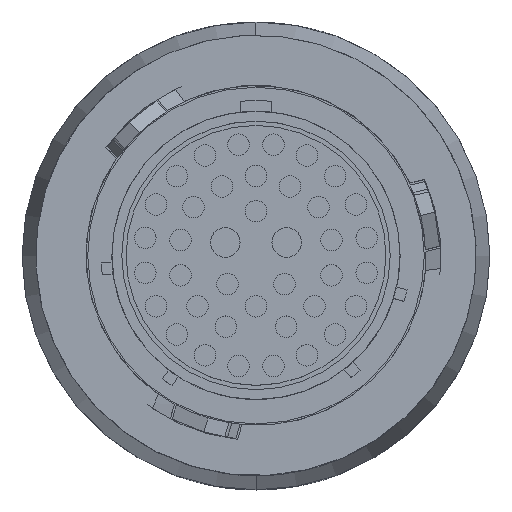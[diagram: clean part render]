
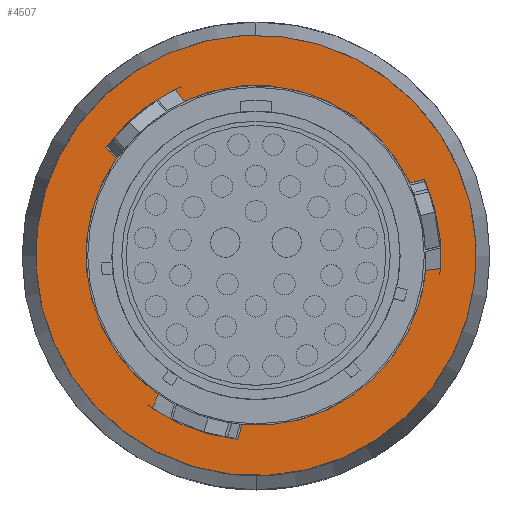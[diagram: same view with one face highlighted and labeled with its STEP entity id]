
A CAD part, top view. The second image highlights one B-rep face of the part: STEP entity #4507.
In plain terms, the highlighted planar face has unit normal (0, 0, 1).
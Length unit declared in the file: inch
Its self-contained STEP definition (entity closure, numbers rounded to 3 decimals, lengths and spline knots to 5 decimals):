
#224 = EDGE_CURVE ( 'NONE', #8003, #9149, #7968, .T. ) ;
#317 = DIRECTION ( 'NONE',  ( 0.958, -0.288, 0. ) ) ;
#448 = EDGE_LOOP ( 'NONE', ( #1510, #937, #5312, #742, #3818, #1905, #4288, #2745, #10033, #9173, #8235, #6424, #11612 ) ) ;
#742 = ORIENTED_EDGE ( 'NONE', *, *, #7187, .T. ) ;
#802 = ORIENTED_EDGE ( 'NONE', *, *, #7201, .F. ) ;
#841 = AXIS2_PLACEMENT_3D ( 'NONE', #1517, #11478, #6075 ) ;
#866 = CARTESIAN_POINT ( 'NONE',  ( 0., 0., 0. ) ) ;
#937 = ORIENTED_EDGE ( 'NONE', *, *, #6726, .F. ) ;
#1053 = CARTESIAN_POINT ( 'NONE',  ( -0.05245, -0.62932, 0. ) ) ;
#1284 = CARTESIAN_POINT ( 'NONE',  ( 0.60482, -0.18161, 0. ) ) ;
#1290 = CARTESIAN_POINT ( 'NONE',  ( -0.2998, 0.61758, 0. ) ) ;
#1390 = VERTEX_POINT ( 'NONE', #4354 ) ;
#1405 = CARTESIAN_POINT ( 'NONE',  ( 0., 0., 0. ) ) ;
#1447 = DIRECTION ( 'NONE',  ( 0., 0., -1. ) ) ;
#1510 = ORIENTED_EDGE ( 'NONE', *, *, #10446, .T. ) ;
#1517 = CARTESIAN_POINT ( 'NONE',  ( 0., 0., 0. ) ) ;
#1581 = DIRECTION ( 'NONE',  ( -0.958, 0.288, 0. ) ) ;
#1733 = AXIS2_PLACEMENT_3D ( 'NONE', #7347, #2009, #5667 ) ;
#1868 = DIRECTION ( 'NONE',  ( 0.958, -0.288, 0. ) ) ;
#1897 = EDGE_CURVE ( 'NONE', #8329, #4871, #6081, .T. ) ;
#1905 = ORIENTED_EDGE ( 'NONE', *, *, #1961, .F. ) ;
#1943 = DIRECTION ( 'NONE',  ( 0., 0., -1. ) ) ;
#1961 = EDGE_CURVE ( 'NONE', #8112, #7016, #3217, .T. ) ;
#2009 = DIRECTION ( 'NONE',  ( 0., 0., -1. ) ) ;
#2012 = CARTESIAN_POINT ( 'NONE',  ( -0.3629, -0.51682, 0. ) ) ;
#2117 = VERTEX_POINT ( 'NONE', #7601 ) ;
#2218 = CARTESIAN_POINT ( 'NONE',  ( -0.3629, -0.51682, 0. ) ) ;
#2321 = VERTEX_POINT ( 'NONE', #2218 ) ;
#2370 = CIRCLE ( 'NONE', #9004, 0.6865 ) ;
#2407 = CARTESIAN_POINT ( 'NONE',  ( 0.62902, -0.05587, 0. ) ) ;
#2432 = VERTEX_POINT ( 'NONE', #5558 ) ;
#2436 = CARTESIAN_POINT ( 'NONE',  ( 0., 0., 0. ) ) ;
#2520 = CARTESIAN_POINT ( 'NONE',  ( -0.26613, 0.57269, 0. ) ) ;
#2603 = VERTEX_POINT ( 'NONE', #11436 ) ;
#2710 = CARTESIAN_POINT ( 'NONE',  ( 0.62902, -0.05587, 0. ) ) ;
#2745 = ORIENTED_EDGE ( 'NONE', *, *, #9356, .T. ) ;
#2880 = DIRECTION ( 'NONE',  ( -0.686, 0.728, 0. ) ) ;
#3144 = AXIS2_PLACEMENT_3D ( 'NONE', #9984, #4760, #1868 ) ;
#3217 =( BOUNDED_CURVE ( )  B_SPLINE_CURVE ( 1, ( #2520, #1290 ),
 .UNSPECIFIED., .F., .F. ) 
 B_SPLINE_CURVE_WITH_KNOTS ( ( 2, 2 ),
 ( 0.01569, 0.01712 ),
 .UNSPECIFIED. ) 
 CURVE ( )  GEOMETRIC_REPRESENTATION_ITEM ( )  RATIONAL_B_SPLINE_CURVE ( ( 0.996, 0.996 ) ) 
 REPRESENTATION_ITEM ( '' )  );
#3221 = VERTEX_POINT ( 'NONE', #10834 ) ;
#3506 = EDGE_CURVE ( 'NONE', #10211, #8003, #5933, .T. ) ;
#3793 = CARTESIAN_POINT ( 'NONE',  ( -0.38494, -0.56842, 0. ) ) ;
#3818 = ORIENTED_EDGE ( 'NONE', *, *, #5569, .T. ) ;
#3858 = CARTESIAN_POINT ( 'NONE',  ( 0.53562, 0.26083, 0. ) ) ;
#3973 = AXIS2_PLACEMENT_3D ( 'NONE', #1405, #8752, #4894 ) ;
#4055 = CARTESIAN_POINT ( 'NONE',  ( 0., 0., 0. ) ) ;
#4288 = ORIENTED_EDGE ( 'NONE', *, *, #11175, .T. ) ;
#4354 = CARTESIAN_POINT ( 'NONE',  ( -0.38494, -0.56842, 0. ) ) ;
#4421 = FACE_OUTER_BOUND ( 'NONE', #11056, .T. ) ;
#4507 = ADVANCED_FACE ( 'NONE', ( #8806, #4421 ), #7036, .T. ) ;
#4700 = CARTESIAN_POINT ( 'NONE',  ( -0.49369, 0.33345, 0. ) ) ;
#4721 = EDGE_CURVE ( 'NONE', #8329, #10211, #9478, .T. ) ;
#4759 = CARTESIAN_POINT ( 'NONE',  ( 0., 0., 0. ) ) ;
#4760 = DIRECTION ( 'NONE',  ( 0., 0., -1. ) ) ;
#4774 = DIRECTION ( 'NONE',  ( 0., 0., -1. ) ) ;
#4871 = VERTEX_POINT ( 'NONE', #10505 ) ;
#4894 = DIRECTION ( 'NONE',  ( 0.958, -0.288, 0. ) ) ;
#5109 = CARTESIAN_POINT ( 'NONE',  ( -0.04193, -0.59427, 0. ) ) ;
#5127 = CIRCLE ( 'NONE', #1733, 0.6865 ) ;
#5306 = CARTESIAN_POINT ( 'NONE',  ( -0.2998, 0.61758, 0. ) ) ;
#5312 = ORIENTED_EDGE ( 'NONE', *, *, #8139, .T. ) ;
#5545 = CARTESIAN_POINT ( 'NONE',  ( -0.26613, 0.57269, 0. ) ) ;
#5558 = CARTESIAN_POINT ( 'NONE',  ( -0.78325, 0.23519, 0. ) ) ;
#5569 = EDGE_CURVE ( 'NONE', #6812, #7016, #5127, .T. ) ;
#5667 = DIRECTION ( 'NONE',  ( -0.728, -0.686, 0. ) ) ;
#5933 = CIRCLE ( 'NONE', #841, 0.6315 ) ;
#6043 = CIRCLE ( 'NONE', #3973, 0.6315 ) ;
#6075 = DIRECTION ( 'NONE',  ( 0.958, -0.288, 0. ) ) ;
#6081 =( BOUNDED_CURVE ( )  B_SPLINE_CURVE ( 1, ( #2407, #6625 ),
 .UNSPECIFIED., .F., .F. ) 
 B_SPLINE_CURVE_WITH_KNOTS ( ( 2, 2 ),
 ( 0.01569, 0.01712 ),
 .UNSPECIFIED. ) 
 CURVE ( )  GEOMETRIC_REPRESENTATION_ITEM ( )  RATIONAL_B_SPLINE_CURVE ( ( 0.996, 0.996 ) ) 
 REPRESENTATION_ITEM ( '' )  );
#6179 = CIRCLE ( 'NONE', #9965, 0.6865 ) ;
#6222 = DIRECTION ( 'NONE',  ( 0., 0., -1. ) ) ;
#6349 = AXIS2_PLACEMENT_3D ( 'NONE', #9285, #4774, #6799 ) ;
#6424 = ORIENTED_EDGE ( 'NONE', *, *, #3506, .T. ) ;
#6428 = LINE ( 'NONE', #4700, #6542 ) ;
#6542 = VECTOR ( 'NONE', #2880, 39.37008 ) ;
#6625 = CARTESIAN_POINT ( 'NONE',  ( 0.68474, -0.04915, 0. ) ) ;
#6640 = LINE ( 'NONE', #3858, #9941 ) ;
#6714 = DIRECTION ( 'NONE',  ( 0.958, -0.288, 0. ) ) ;
#6726 = EDGE_CURVE ( 'NONE', #2321, #1390, #7091, .T. ) ;
#6799 = DIRECTION ( 'NONE',  ( 0.958, -0.288, 0. ) ) ;
#6812 = VERTEX_POINT ( 'NONE', #10179 ) ;
#6830 = AXIS2_PLACEMENT_3D ( 'NONE', #4055, #1447, #317 ) ;
#7016 = VERTEX_POINT ( 'NONE', #5306 ) ;
#7030 = CARTESIAN_POINT ( 'NONE',  ( -0.06859, -0.68306, 0. ) ) ;
#7036 = PLANE ( 'NONE',  #11741 ) ;
#7091 =( BOUNDED_CURVE ( )  B_SPLINE_CURVE ( 1, ( #2012, #3793 ),
 .UNSPECIFIED., .F., .F. ) 
 B_SPLINE_CURVE_WITH_KNOTS ( ( 2, 2 ),
 ( 0.01569, 0.01712 ),
 .UNSPECIFIED. ) 
 CURVE ( )  GEOMETRIC_REPRESENTATION_ITEM ( )  RATIONAL_B_SPLINE_CURVE ( ( 0.996, 0.996 ) ) 
 REPRESENTATION_ITEM ( '' )  );
#7187 = EDGE_CURVE ( 'NONE', #2117, #6812, #6428, .T. ) ;
#7201 = EDGE_CURVE ( 'NONE', #3221, #2432, #11277, .T. ) ;
#7347 = CARTESIAN_POINT ( 'NONE',  ( 0., 0., 0. ) ) ;
#7601 = CARTESIAN_POINT ( 'NONE',  ( -0.51878, 0.36008, 0. ) ) ;
#7890 = DIRECTION ( 'NONE',  ( -0.23, 0.973, 0. ) ) ;
#7968 = LINE ( 'NONE', #5109, #11268 ) ;
#8003 = VERTEX_POINT ( 'NONE', #1053 ) ;
#8094 = ORIENTED_EDGE ( 'NONE', *, *, #9570, .F. ) ;
#8112 = VERTEX_POINT ( 'NONE', #5545 ) ;
#8139 = EDGE_CURVE ( 'NONE', #2321, #2117, #6043, .T. ) ;
#8228 = CARTESIAN_POINT ( 'NONE',  ( 0., 0., 0. ) ) ;
#8235 = ORIENTED_EDGE ( 'NONE', *, *, #4721, .T. ) ;
#8329 = VERTEX_POINT ( 'NONE', #2710 ) ;
#8510 = VERTEX_POINT ( 'NONE', #11228 ) ;
#8752 = DIRECTION ( 'NONE',  ( 0., 0., -1. ) ) ;
#8806 = FACE_BOUND ( 'NONE', #448, .T. ) ;
#8916 = DIRECTION ( 'NONE',  ( -0.288, -0.958, 0. ) ) ;
#9004 = AXIS2_PLACEMENT_3D ( 'NONE', #2436, #6222, #7890 ) ;
#9149 = VERTEX_POINT ( 'NONE', #7030 ) ;
#9173 = ORIENTED_EDGE ( 'NONE', *, *, #1897, .F. ) ;
#9180 = DIRECTION ( 'NONE',  ( 0.958, -0.288, 0. ) ) ;
#9189 = AXIS2_PLACEMENT_3D ( 'NONE', #8228, #1943, #9180 ) ;
#9285 = CARTESIAN_POINT ( 'NONE',  ( 0., 0., 0. ) ) ;
#9356 = EDGE_CURVE ( 'NONE', #8510, #2603, #6640, .T. ) ;
#9478 = CIRCLE ( 'NONE', #6830, 0.6315 ) ;
#9500 = EDGE_CURVE ( 'NONE', #2603, #4871, #2370, .T. ) ;
#9570 = EDGE_CURVE ( 'NONE', #2432, #3221, #10716, .T. ) ;
#9760 = CIRCLE ( 'NONE', #6349, 0.6315 ) ;
#9941 = VECTOR ( 'NONE', #10361, 39.37008 ) ;
#9965 = AXIS2_PLACEMENT_3D ( 'NONE', #4759, #10325, #6714 ) ;
#9984 = CARTESIAN_POINT ( 'NONE',  ( 0., 0., 0. ) ) ;
#10033 = ORIENTED_EDGE ( 'NONE', *, *, #9500, .T. ) ;
#10179 = CARTESIAN_POINT ( 'NONE',  ( -0.55726, 0.40093, 0. ) ) ;
#10211 = VERTEX_POINT ( 'NONE', #1284 ) ;
#10325 = DIRECTION ( 'NONE',  ( 0., 0., -1. ) ) ;
#10361 = DIRECTION ( 'NONE',  ( 0.973, 0.23, 0. ) ) ;
#10446 = EDGE_CURVE ( 'NONE', #9149, #1390, #6179, .T. ) ;
#10505 = CARTESIAN_POINT ( 'NONE',  ( 0.68474, -0.04915, 0. ) ) ;
#10716 = CIRCLE ( 'NONE', #9189, 0.8178 ) ;
#10834 = CARTESIAN_POINT ( 'NONE',  ( 0.78325, -0.23519, 0. ) ) ;
#11056 = EDGE_LOOP ( 'NONE', ( #802, #8094 ) ) ;
#11175 = EDGE_CURVE ( 'NONE', #8112, #8510, #9760, .T. ) ;
#11228 = CARTESIAN_POINT ( 'NONE',  ( 0.57123, 0.26923, 0. ) ) ;
#11268 = VECTOR ( 'NONE', #8916, 39.37008 ) ;
#11277 = CIRCLE ( 'NONE', #3144, 0.8178 ) ;
#11436 = CARTESIAN_POINT ( 'NONE',  ( 0.62585, 0.28213, 0. ) ) ;
#11478 = DIRECTION ( 'NONE',  ( 0., 0., -1. ) ) ;
#11612 = ORIENTED_EDGE ( 'NONE', *, *, #224, .T. ) ;
#11654 = DIRECTION ( 'NONE',  ( 0., 0., 1. ) ) ;
#11741 = AXIS2_PLACEMENT_3D ( 'NONE', #866, #11654, #1581 ) ;
